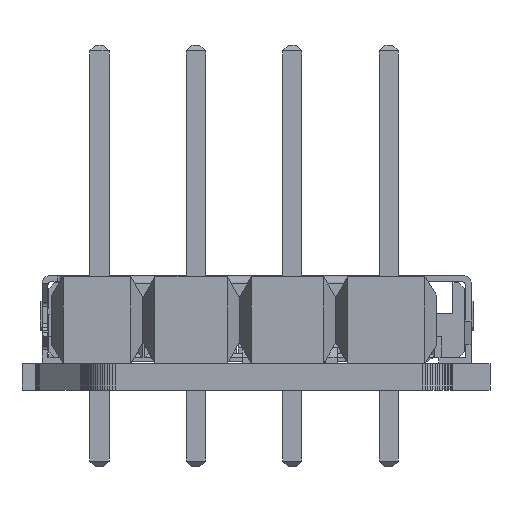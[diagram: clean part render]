
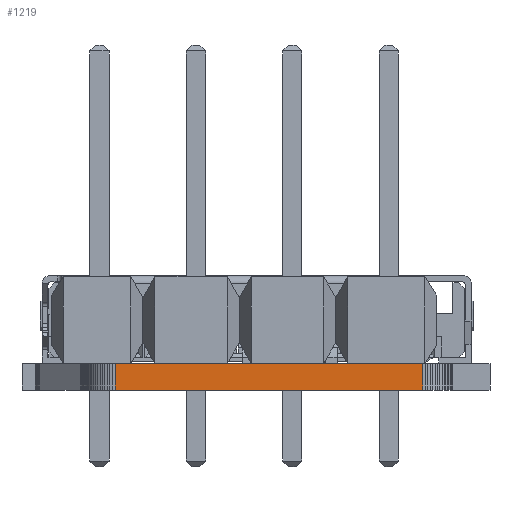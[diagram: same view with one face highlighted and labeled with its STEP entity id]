
A CAD part, left-side view. The second image highlights one B-rep face of the part: STEP entity #1219.
In plain terms, the highlighted planar face has unit normal (-1, 0, 0).
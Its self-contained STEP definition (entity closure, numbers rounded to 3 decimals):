
#45 = CARTESIAN_POINT ( 'NONE',  ( 0., 3.4, 0.7 ) ) ;
#1219 = ADVANCED_FACE ( 'NONE', ( #12597 ), #4257, .F. ) ;
#2685 = DIRECTION ( 'NONE',  ( 0., -1., 0. ) ) ;
#3862 = VERTEX_POINT ( 'NONE', #19717 ) ;
#4257 = PLANE ( 'NONE',  #17837 ) ;
#4851 = VERTEX_POINT ( 'NONE', #45 ) ;
#4887 = CARTESIAN_POINT ( 'NONE',  ( 0., -4.7, 0. ) ) ;
#5543 = LINE ( 'NONE', #28627, #28983 ) ;
#11727 = VERTEX_POINT ( 'NONE', #4887 ) ;
#12597 = FACE_OUTER_BOUND ( 'NONE', #14508, .T. ) ;
#13002 = VECTOR ( 'NONE', #30054, 1000. ) ;
#13108 = LINE ( 'NONE', #15558, #15145 ) ;
#13159 = CARTESIAN_POINT ( 'NONE',  ( 0., -4.7, 0.7 ) ) ;
#14140 = EDGE_CURVE ( 'NONE', #24105, #11727, #24174, .T. ) ;
#14508 = EDGE_LOOP ( 'NONE', ( #34886, #25055, #32749, #16366 ) ) ;
#15145 = VECTOR ( 'NONE', #27118, 1000. ) ;
#15558 = CARTESIAN_POINT ( 'NONE',  ( 0., -4.7, 0.7 ) ) ;
#15796 = DIRECTION ( 'NONE',  ( 1., 0., 0. ) ) ;
#16036 = LINE ( 'NONE', #16244, #13002 ) ;
#16244 = CARTESIAN_POINT ( 'NONE',  ( 0., 3.4, 0.7 ) ) ;
#16366 = ORIENTED_EDGE ( 'NONE', *, *, #33988, .T. ) ;
#17837 = AXIS2_PLACEMENT_3D ( 'NONE', #13159, #15796, #36052 ) ;
#18469 = CARTESIAN_POINT ( 'NONE',  ( 0., -4.7, 0. ) ) ;
#18659 = DIRECTION ( 'NONE',  ( 0., -1., 0. ) ) ;
#19717 = CARTESIAN_POINT ( 'NONE',  ( 0., -4.7, 0.7 ) ) ;
#20335 = CARTESIAN_POINT ( 'NONE',  ( 0., 3.4, 0. ) ) ;
#23186 = EDGE_CURVE ( 'NONE', #3862, #11727, #13108, .T. ) ;
#24105 = VERTEX_POINT ( 'NONE', #20335 ) ;
#24174 = LINE ( 'NONE', #18469, #27851 ) ;
#25055 = ORIENTED_EDGE ( 'NONE', *, *, #23186, .F. ) ;
#27118 = DIRECTION ( 'NONE',  ( 0., 0., -1. ) ) ;
#27851 = VECTOR ( 'NONE', #18659, 1000. ) ;
#28627 = CARTESIAN_POINT ( 'NONE',  ( 0., -4.7, 0.7 ) ) ;
#28983 = VECTOR ( 'NONE', #2685, 1000. ) ;
#30054 = DIRECTION ( 'NONE',  ( 0., 0., -1. ) ) ;
#31606 = EDGE_CURVE ( 'NONE', #4851, #3862, #5543, .T. ) ;
#32749 = ORIENTED_EDGE ( 'NONE', *, *, #31606, .F. ) ;
#33988 = EDGE_CURVE ( 'NONE', #4851, #24105, #16036, .T. ) ;
#34886 = ORIENTED_EDGE ( 'NONE', *, *, #14140, .T. ) ;
#36052 = DIRECTION ( 'NONE',  ( 0., 0., -1. ) ) ;
